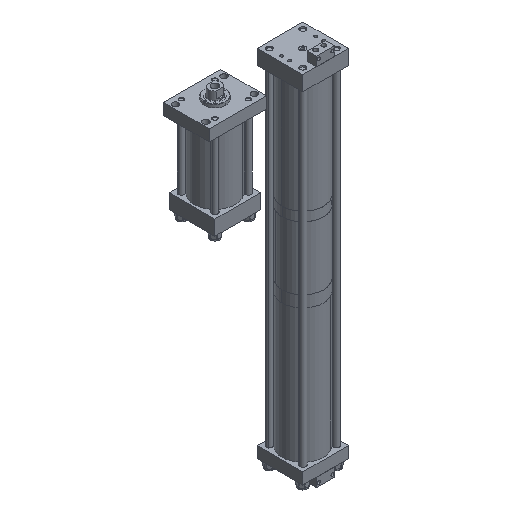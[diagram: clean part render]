
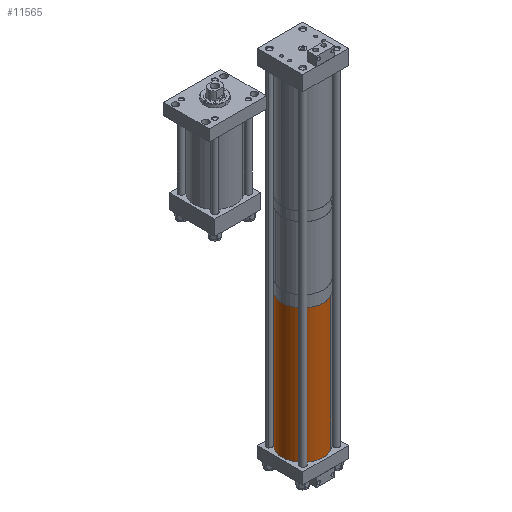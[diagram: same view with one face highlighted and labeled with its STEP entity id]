
A CAD part, isometric view. The second image highlights one B-rep face of the part: STEP entity #11565.
In plain terms, the highlighted cylindrical face has radius 57.15 mm (diameter 114.3 mm), a partial arc.
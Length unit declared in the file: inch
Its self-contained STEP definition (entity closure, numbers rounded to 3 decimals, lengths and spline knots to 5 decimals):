
#447 = EDGE_LOOP ( 'NONE', ( #12322, #3576, #3134, #11868 ) ) ;
#895 = FACE_OUTER_BOUND ( 'NONE', #447, .T. ) ;
#1062 = DIRECTION ( 'NONE',  ( -1., 0., 0. ) ) ;
#2419 = CIRCLE ( 'NONE', #7261, 2.25 ) ;
#2457 = CIRCLE ( 'NONE', #9516, 2.25 ) ;
#2458 = AXIS2_PLACEMENT_3D ( 'NONE', #3413, #13085, #1062 ) ;
#3134 = ORIENTED_EDGE ( 'NONE', *, *, #4505, .T. ) ;
#3413 = CARTESIAN_POINT ( 'NONE',  ( 0., 0., 14.64 ) ) ;
#3576 = ORIENTED_EDGE ( 'NONE', *, *, #11805, .T. ) ;
#3972 = VECTOR ( 'NONE', #5013, 39.37008 ) ;
#4063 = DIRECTION ( 'NONE',  ( 0., 0., 1. ) ) ;
#4505 = EDGE_CURVE ( 'NONE', #12314, #11444, #2457, .T. ) ;
#5013 = DIRECTION ( 'NONE',  ( 0., 0., -1. ) ) ;
#5887 = EDGE_CURVE ( 'NONE', #7430, #12950, #2419, .T. ) ;
#6009 = CARTESIAN_POINT ( 'NONE',  ( -2.25, 0., 14.64 ) ) ;
#7175 = VECTOR ( 'NONE', #10356, 39.37008 ) ;
#7223 = LINE ( 'NONE', #12262, #3972 ) ;
#7261 = AXIS2_PLACEMENT_3D ( 'NONE', #12709, #7842, #8093 ) ;
#7430 = VERTEX_POINT ( 'NONE', #11053 ) ;
#7842 = DIRECTION ( 'NONE',  ( 0., 0., 1. ) ) ;
#8093 = DIRECTION ( 'NONE',  ( 1., 0., 0. ) ) ;
#8659 = CARTESIAN_POINT ( 'NONE',  ( -2.25, 0., 0. ) ) ;
#9414 = CYLINDRICAL_SURFACE ( 'NONE', #2458, 2.25 ) ;
#9516 = AXIS2_PLACEMENT_3D ( 'NONE', #11802, #4063, #11711 ) ;
#9881 = LINE ( 'NONE', #13448, #7175 ) ;
#10356 = DIRECTION ( 'NONE',  ( 0., 0., -1. ) ) ;
#11053 = CARTESIAN_POINT ( 'NONE',  ( 2.25, 0., 14.64 ) ) ;
#11444 = VERTEX_POINT ( 'NONE', #8659 ) ;
#11565 = ADVANCED_FACE ( 'NONE', ( #895 ), #9414, .T. ) ;
#11711 = DIRECTION ( 'NONE',  ( 1., 0., 0. ) ) ;
#11802 = CARTESIAN_POINT ( 'NONE',  ( 0., 0., 0. ) ) ;
#11805 = EDGE_CURVE ( 'NONE', #7430, #12314, #7223, .T. ) ;
#11868 = ORIENTED_EDGE ( 'NONE', *, *, #14071, .F. ) ;
#12262 = CARTESIAN_POINT ( 'NONE',  ( 2.25, 0., 14.64 ) ) ;
#12314 = VERTEX_POINT ( 'NONE', #13670 ) ;
#12322 = ORIENTED_EDGE ( 'NONE', *, *, #5887, .F. ) ;
#12709 = CARTESIAN_POINT ( 'NONE',  ( 0., 0., 14.64 ) ) ;
#12950 = VERTEX_POINT ( 'NONE', #6009 ) ;
#13085 = DIRECTION ( 'NONE',  ( 0., 0., -1. ) ) ;
#13448 = CARTESIAN_POINT ( 'NONE',  ( -2.25, 0., 14.64 ) ) ;
#13670 = CARTESIAN_POINT ( 'NONE',  ( 2.25, 0., 0. ) ) ;
#14071 = EDGE_CURVE ( 'NONE', #12950, #11444, #9881, .T. ) ;
